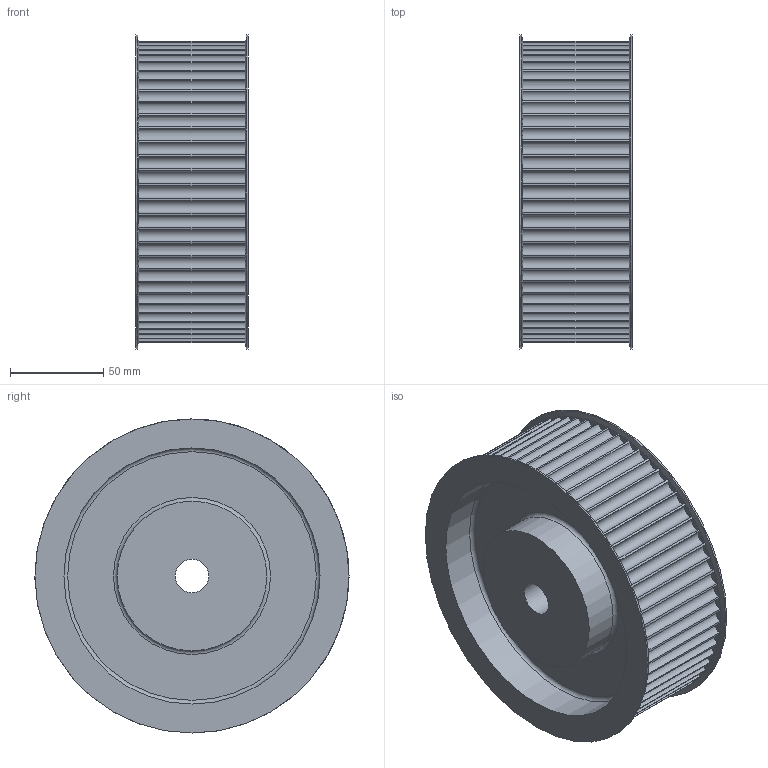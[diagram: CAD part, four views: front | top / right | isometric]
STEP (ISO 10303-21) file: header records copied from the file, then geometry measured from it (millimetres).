
FILE_DESCRIPTION( ( 'STEP AP214' ), '1' );
FILE_NAME( 'HTD-Zrr_18_17443200_2_14.stp', ' ', ( ' ' ), ( ' ' ), 'PSStep 15.0.47', 'PARTsolutions', ' ' );
FILE_SCHEMA( ( 'AUTOMOTIVE_DESIGN { 1 0 10303 214 1 1 1 1 }' ) );
Length unit declared in the file: millimetre
Products named in the file (1): _HTD-Zrr 18 17443200
Bounding box: 60 x 168 x 168 mm (x, y, z)
Volume: 762597.7 mm3; surface area: 122328.8 mm2
Topology: 1 solids, 1 shells, 276 faces, 548 edges, 278 vertices
Faces by surface type: cylinder 135, plane 134, torus 4, cone 3
Full cylindrical faces by diameter (mm): 18 x1, 80 x2, 137 x2, 168 x2
Entity records: 9150 total; most frequent: DIRECTION 1488, CARTESIAN_POINT 1083, ORIENTED_EDGE 1062, AXIS2_PLACEMENT_3D 680, EDGE_CURVE 531, CIRCLE 403, EDGE_LOOP 296, FACE_OUTER_BOUND 287
